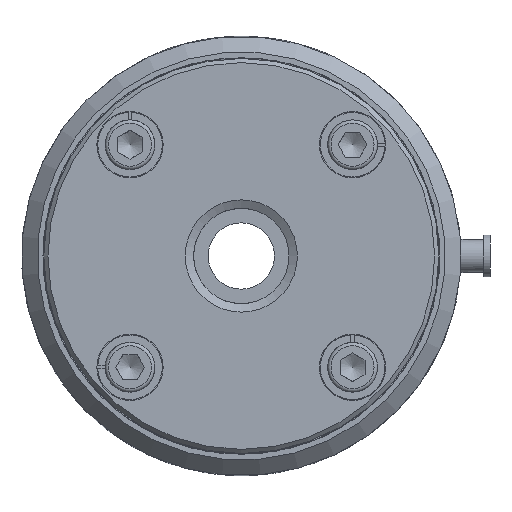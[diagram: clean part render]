
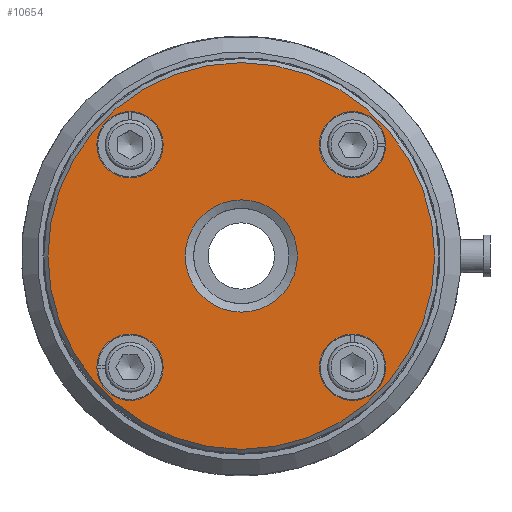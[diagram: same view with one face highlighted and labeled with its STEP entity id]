
A CAD part, left-side view. The second image highlights one B-rep face of the part: STEP entity #10654.
In plain terms, the highlighted planar face has unit normal (-1, 0, 0).
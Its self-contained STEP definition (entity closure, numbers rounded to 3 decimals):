
#2320=FACE_BOUND('',#3458,.T.);
#2321=FACE_BOUND('',#3459,.T.);
#2322=FACE_BOUND('',#3460,.T.);
#2323=FACE_BOUND('',#3461,.T.);
#2324=FACE_BOUND('',#3462,.T.);
#2822=FACE_OUTER_BOUND('',#3457,.T.);
#3457=EDGE_LOOP('',(#9075));
#3458=EDGE_LOOP('',(#9076,#9077));
#3459=EDGE_LOOP('',(#9078,#9079));
#3460=EDGE_LOOP('',(#9080,#9081));
#3461=EDGE_LOOP('',(#9082,#9083));
#3462=EDGE_LOOP('',(#9084,#9085));
#3913=CIRCLE('',#11558,6.35);
#3914=CIRCLE('',#11559,6.35);
#3918=CIRCLE('',#11566,6.35);
#3919=CIRCLE('',#11567,6.35);
#3923=CIRCLE('',#11574,6.35);
#3924=CIRCLE('',#11575,6.35);
#3925=CIRCLE('',#11578,6.35);
#3926=CIRCLE('',#11579,6.35);
#3928=CIRCLE('',#11582,10.75);
#3929=CIRCLE('',#11583,10.75);
#3938=CIRCLE('',#11597,37.05);
#4936=VERTEX_POINT('',#22123);
#4937=VERTEX_POINT('',#22125);
#4940=VERTEX_POINT('',#22137);
#4941=VERTEX_POINT('',#22139);
#4944=VERTEX_POINT('',#22151);
#4945=VERTEX_POINT('',#22153);
#4946=VERTEX_POINT('',#22159);
#4947=VERTEX_POINT('',#22161);
#4949=VERTEX_POINT('',#22167);
#4950=VERTEX_POINT('',#22169);
#4959=VERTEX_POINT('',#22197);
#6360=EDGE_CURVE('',#4937,#4936,#3913,.T.);
#6361=EDGE_CURVE('',#4936,#4937,#3914,.T.);
#6367=EDGE_CURVE('',#4941,#4940,#3918,.T.);
#6368=EDGE_CURVE('',#4940,#4941,#3919,.T.);
#6374=EDGE_CURVE('',#4945,#4944,#3923,.T.);
#6375=EDGE_CURVE('',#4944,#4945,#3924,.T.);
#6378=EDGE_CURVE('',#4947,#4946,#3925,.T.);
#6379=EDGE_CURVE('',#4946,#4947,#3926,.T.);
#6382=EDGE_CURVE('',#4950,#4949,#3928,.T.);
#6383=EDGE_CURVE('',#4949,#4950,#3929,.T.);
#6397=EDGE_CURVE('',#4959,#4959,#3938,.T.);
#9075=ORIENTED_EDGE('',*,*,#6397,.F.);
#9076=ORIENTED_EDGE('',*,*,#6360,.T.);
#9077=ORIENTED_EDGE('',*,*,#6361,.T.);
#9078=ORIENTED_EDGE('',*,*,#6367,.T.);
#9079=ORIENTED_EDGE('',*,*,#6368,.T.);
#9080=ORIENTED_EDGE('',*,*,#6374,.T.);
#9081=ORIENTED_EDGE('',*,*,#6375,.T.);
#9082=ORIENTED_EDGE('',*,*,#6378,.T.);
#9083=ORIENTED_EDGE('',*,*,#6379,.T.);
#9084=ORIENTED_EDGE('',*,*,#6382,.T.);
#9085=ORIENTED_EDGE('',*,*,#6383,.T.);
#10178=PLANE('',#11598);
#10654=ADVANCED_FACE('',(#2822,#2320,#2321,#2322,#2323,#2324),#10178,.T.);
#11558=AXIS2_PLACEMENT_3D('',#22126,#13854,#13855);
#11559=AXIS2_PLACEMENT_3D('',#22127,#13856,#13857);
#11566=AXIS2_PLACEMENT_3D('',#22140,#13872,#13873);
#11567=AXIS2_PLACEMENT_3D('',#22141,#13874,#13875);
#11574=AXIS2_PLACEMENT_3D('',#22154,#13890,#13891);
#11575=AXIS2_PLACEMENT_3D('',#22155,#13892,#13893);
#11578=AXIS2_PLACEMENT_3D('',#22162,#13900,#13901);
#11579=AXIS2_PLACEMENT_3D('',#22163,#13902,#13903);
#11582=AXIS2_PLACEMENT_3D('',#22170,#13909,#13910);
#11583=AXIS2_PLACEMENT_3D('',#22171,#13911,#13912);
#11597=AXIS2_PLACEMENT_3D('',#22199,#13944,#13945);
#11598=AXIS2_PLACEMENT_3D('',#22200,#13946,#13947);
#13854=DIRECTION('center_axis',(1.,0.,0.));
#13855=DIRECTION('ref_axis',(0.,-1.,0.));
#13856=DIRECTION('center_axis',(1.,0.,0.));
#13857=DIRECTION('ref_axis',(0.,-1.,0.));
#13872=DIRECTION('center_axis',(1.,0.,0.));
#13873=DIRECTION('ref_axis',(0.,0.,1.));
#13874=DIRECTION('center_axis',(1.,0.,0.));
#13875=DIRECTION('ref_axis',(0.,0.,1.));
#13890=DIRECTION('center_axis',(1.,0.,0.));
#13891=DIRECTION('ref_axis',(0.,1.,0.));
#13892=DIRECTION('center_axis',(1.,0.,0.));
#13893=DIRECTION('ref_axis',(0.,1.,0.));
#13900=DIRECTION('center_axis',(1.,0.,0.));
#13901=DIRECTION('ref_axis',(0.,0.,-1.));
#13902=DIRECTION('center_axis',(1.,0.,0.));
#13903=DIRECTION('ref_axis',(0.,0.,-1.));
#13909=DIRECTION('center_axis',(1.,0.,0.));
#13910=DIRECTION('ref_axis',(0.,1.,0.));
#13911=DIRECTION('center_axis',(1.,0.,0.));
#13912=DIRECTION('ref_axis',(0.,1.,0.));
#13944=DIRECTION('center_axis',(1.,0.,0.));
#13945=DIRECTION('ref_axis',(0.,1.,0.));
#13946=DIRECTION('center_axis',(-1.,0.,0.));
#13947=DIRECTION('ref_axis',(0.,0.,-1.));
#22123=CARTESIAN_POINT('',(-142.43,-14.969,21.319));
#22125=CARTESIAN_POINT('',(-142.43,-27.669,21.319));
#22126=CARTESIAN_POINT('Origin',(-142.43,-21.319,21.319));
#22127=CARTESIAN_POINT('Origin',(-142.43,-21.319,21.319));
#22137=CARTESIAN_POINT('',(-142.43,21.319,14.969));
#22139=CARTESIAN_POINT('',(-142.43,21.319,27.669));
#22140=CARTESIAN_POINT('Origin',(-142.43,21.319,21.319));
#22141=CARTESIAN_POINT('Origin',(-142.43,21.319,21.319));
#22151=CARTESIAN_POINT('',(-142.43,14.969,-21.319));
#22153=CARTESIAN_POINT('',(-142.43,27.669,-21.319));
#22154=CARTESIAN_POINT('Origin',(-142.43,21.319,-21.319));
#22155=CARTESIAN_POINT('Origin',(-142.43,21.319,-21.319));
#22159=CARTESIAN_POINT('',(-142.43,-21.319,-14.969));
#22161=CARTESIAN_POINT('',(-142.43,-21.319,-27.669));
#22162=CARTESIAN_POINT('Origin',(-142.43,-21.319,-21.319));
#22163=CARTESIAN_POINT('Origin',(-142.43,-21.319,-21.319));
#22167=CARTESIAN_POINT('',(-142.43,-10.75,0.));
#22169=CARTESIAN_POINT('',(-142.43,10.75,0.));
#22170=CARTESIAN_POINT('Origin',(-142.43,0.,0.));
#22171=CARTESIAN_POINT('Origin',(-142.43,0.,0.));
#22197=CARTESIAN_POINT('',(-142.43,-37.05,0.));
#22199=CARTESIAN_POINT('Origin',(-142.43,0.,0.));
#22200=CARTESIAN_POINT('Origin',(-142.43,-18.925,0.));
